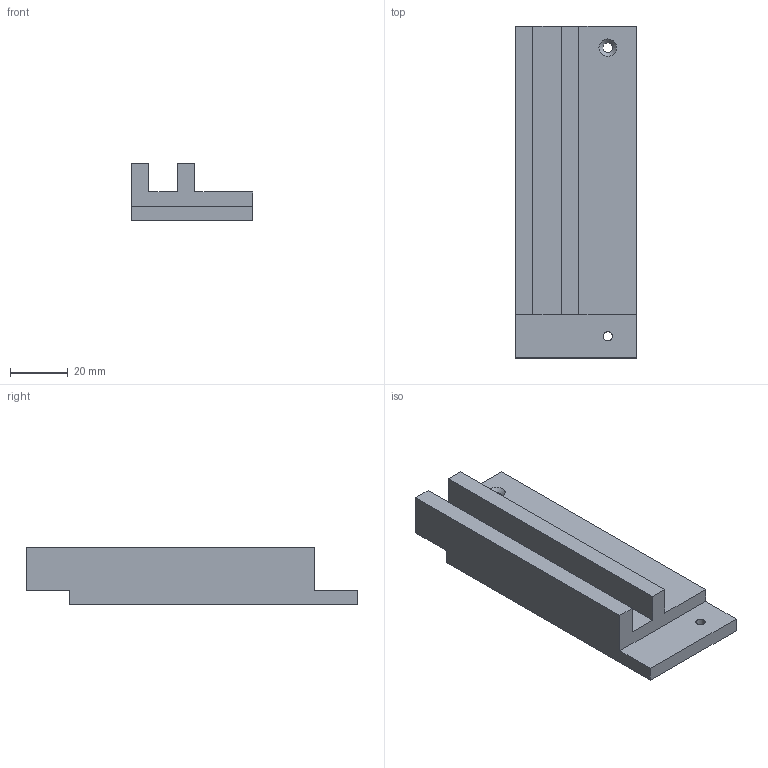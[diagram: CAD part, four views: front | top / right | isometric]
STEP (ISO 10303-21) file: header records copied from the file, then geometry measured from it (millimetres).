
FILE_DESCRIPTION(('FreeCAD Model'),'2;1');
FILE_NAME('Open CASCADE Shape Model','2025-01-11T20:54:29',('Author'),( ''),'Open CASCADE STEP processor 7.7','FreeCAD','Unknown');
FILE_SCHEMA(('AUTOMOTIVE_DESIGN { 1 0 10303 214 1 1 1 1 }'));
Length unit declared in the file: millimetre
Products named in the file (1): border
Bounding box: 42 x 115 x 20 mm (x, y, z)
Volume: 53858.1 mm3; surface area: 16824.8 mm2
Topology: 1 solids, 1 shells, 26 faces, 68 edges, 45 vertices
Faces by surface type: plane 23, cylinder 2, cone 1
Full cylindrical faces by diameter (mm): 3.2 x1, 3.4 x1
Entity records: 819 total; most frequent: CARTESIAN_POINT 140, ORIENTED_EDGE 136, DIRECTION 127, EDGE_CURVE 68, LINE 63, VECTOR 63, VERTEX_POINT 45, AXIS2_PLACEMENT_3D 32
